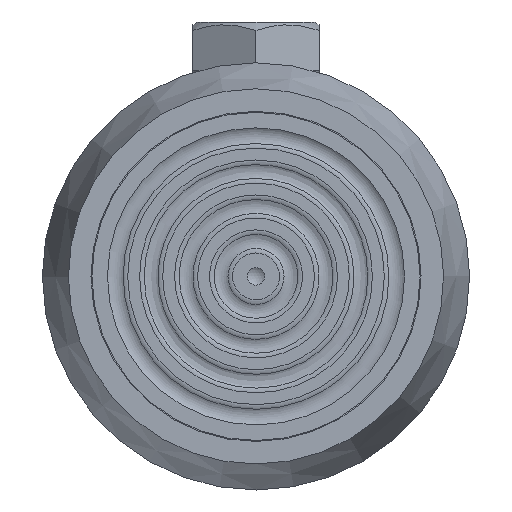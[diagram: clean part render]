
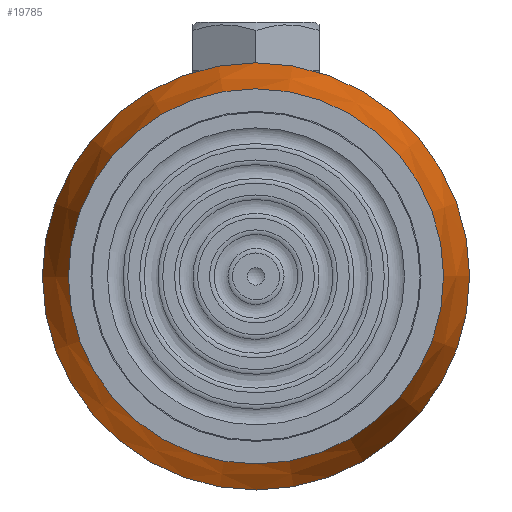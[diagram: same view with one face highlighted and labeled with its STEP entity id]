
A CAD part, left-side view. The second image highlights one B-rep face of the part: STEP entity #19785.
In plain terms, the highlighted conical face has half-angle 15 degrees and reference radius 20.66 mm.
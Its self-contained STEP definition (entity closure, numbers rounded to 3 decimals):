
#992=CONICAL_SURFACE('',#21176,20.66,0.262);
#2083=FACE_OUTER_BOUND('',#3261,.T.);
#3261=EDGE_LOOP('',(#18285,#18286,#18287,#18288));
#3952=CIRCLE('',#21150,19.321);
#3961=CIRCLE('',#21177,22.);
#6230=LINE('',#67067,#7188);
#7188=VECTOR('',#24743,20.66);
#9186=VERTEX_POINT('',#63009);
#9217=VERTEX_POINT('',#67065);
#12192=EDGE_CURVE('',#9186,#9186,#3952,.T.);
#12243=EDGE_CURVE('',#9217,#9217,#3961,.T.);
#12244=EDGE_CURVE('',#9217,#9186,#6230,.T.);
#18285=ORIENTED_EDGE('',*,*,#12243,.F.);
#18286=ORIENTED_EDGE('',*,*,#12244,.T.);
#18287=ORIENTED_EDGE('',*,*,#12192,.T.);
#18288=ORIENTED_EDGE('',*,*,#12244,.F.);
#19785=ADVANCED_FACE('',(#2083),#992,.T.);
#21150=AXIS2_PLACEMENT_3D('',#63010,#24666,#24667);
#21176=AXIS2_PLACEMENT_3D('',#67064,#24739,#24740);
#21177=AXIS2_PLACEMENT_3D('',#67066,#24741,#24742);
#24666=DIRECTION('center_axis',(1.,0.,0.));
#24667=DIRECTION('ref_axis',(0.,0.,-1.));
#24739=DIRECTION('center_axis',(1.,0.,0.));
#24740=DIRECTION('ref_axis',(0.,1.,0.));
#24741=DIRECTION('center_axis',(1.,0.,0.));
#24742=DIRECTION('ref_axis',(0.,0.,-1.));
#24743=DIRECTION('',(-0.966,0.259,0.));
#63009=CARTESIAN_POINT('',(-38.,-19.321,0.));
#63010=CARTESIAN_POINT('Origin',(-38.,0.,0.));
#67064=CARTESIAN_POINT('Origin',(-33.,0.,0.));
#67065=CARTESIAN_POINT('',(-28.,-22.,0.));
#67066=CARTESIAN_POINT('Origin',(-28.,0.,0.));
#67067=CARTESIAN_POINT('',(-33.,-20.66,0.));
